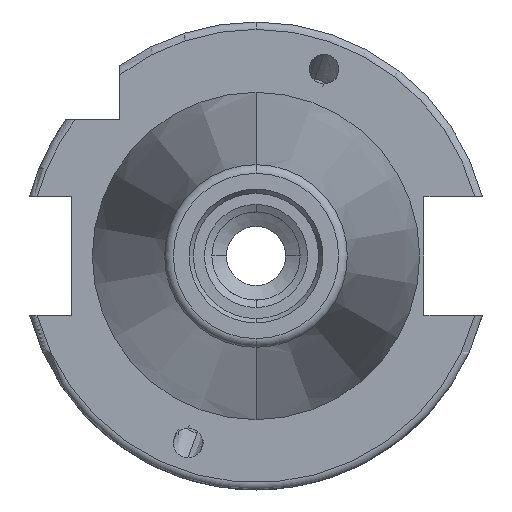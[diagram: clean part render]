
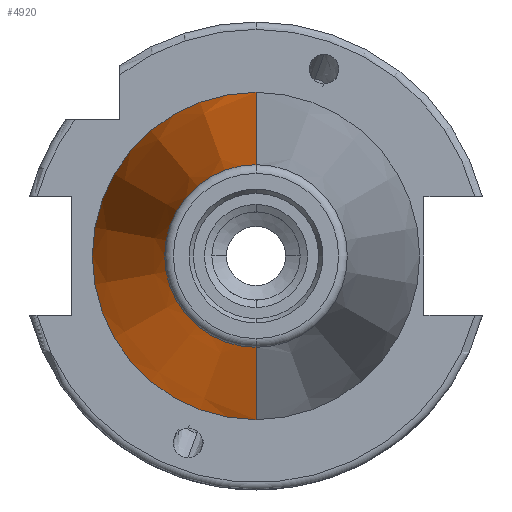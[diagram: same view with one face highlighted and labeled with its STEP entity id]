
A CAD part, left-side view. The second image highlights one B-rep face of the part: STEP entity #4920.
In plain terms, the highlighted conical face has half-angle 8.297 degrees and reference radius 22.225 mm.
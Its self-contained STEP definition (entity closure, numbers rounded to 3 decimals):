
#108 = CARTESIAN_POINT ( 'NONE',  ( -67.373, 12.4, 0. ) ) ;
#151 = EDGE_CURVE ( 'NONE', #7503, #9120, #3515, .T. ) ;
#314 = DIRECTION ( 'NONE',  ( -1., 0., 0. ) ) ;
#390 = ORIENTED_EDGE ( 'NONE', *, *, #8914, .T. ) ;
#579 = ORIENTED_EDGE ( 'NONE', *, *, #5178, .F. ) ;
#651 = CARTESIAN_POINT ( 'NONE',  ( 0., 0., 0. ) ) ;
#1288 = DIRECTION ( 'NONE',  ( 1., 0., 0. ) ) ;
#1656 = VECTOR ( 'NONE', #5865, 1000. ) ;
#1923 = ORIENTED_EDGE ( 'NONE', *, *, #151, .F. ) ;
#2485 = ORIENTED_EDGE ( 'NONE', *, *, #3400, .T. ) ;
#2491 = CARTESIAN_POINT ( 'NONE',  ( 0., 22.225, 0. ) ) ;
#2545 = LINE ( 'NONE', #2491, #1656 ) ;
#2762 = AXIS2_PLACEMENT_3D ( 'NONE', #9058, #314, #3462 ) ;
#3400 = EDGE_CURVE ( 'NONE', #7503, #8575, #5925, .T. ) ;
#3462 = DIRECTION ( 'NONE',  ( 0., -1., 0. ) ) ;
#3515 = CIRCLE ( 'NONE', #9470, 12.4 ) ;
#3662 = EDGE_LOOP ( 'NONE', ( #1923, #2485, #390, #579 ) ) ;
#4230 = VECTOR ( 'NONE', #8197, 1000. ) ;
#4471 = DIRECTION ( 'NONE',  ( 0., 1., 0. ) ) ;
#4920 = ADVANCED_FACE ( 'NONE', ( #10078 ), #8149, .T. ) ;
#5004 = AXIS2_PLACEMENT_3D ( 'NONE', #651, #1288, #4471 ) ;
#5178 = EDGE_CURVE ( 'NONE', #9120, #5783, #2545, .T. ) ;
#5783 = VERTEX_POINT ( 'NONE', #9667 ) ;
#5865 = DIRECTION ( 'NONE',  ( 0.99, 0.144, 0. ) ) ;
#5925 = LINE ( 'NONE', #9239, #4230 ) ;
#6072 = CARTESIAN_POINT ( 'NONE',  ( -67.373, 0., 0. ) ) ;
#7095 = CARTESIAN_POINT ( 'NONE',  ( -67.373, -12.4, 0. ) ) ;
#7503 = VERTEX_POINT ( 'NONE', #7095 ) ;
#7584 = DIRECTION ( 'NONE',  ( 0., -1., 0. ) ) ;
#7725 = CARTESIAN_POINT ( 'NONE',  ( 0., -22.225, 0. ) ) ;
#8149 = CONICAL_SURFACE ( 'NONE', #5004, 22.225, 0.145 ) ;
#8197 = DIRECTION ( 'NONE',  ( 0.99, -0.144, 0. ) ) ;
#8575 = VERTEX_POINT ( 'NONE', #7725 ) ;
#8914 = EDGE_CURVE ( 'NONE', #8575, #5783, #9388, .T. ) ;
#9058 = CARTESIAN_POINT ( 'NONE',  ( 0., 0., 0. ) ) ;
#9120 = VERTEX_POINT ( 'NONE', #108 ) ;
#9239 = CARTESIAN_POINT ( 'NONE',  ( 0., -22.225, 0. ) ) ;
#9334 = DIRECTION ( 'NONE',  ( -1., 0., 0. ) ) ;
#9388 = CIRCLE ( 'NONE', #2762, 22.225 ) ;
#9470 = AXIS2_PLACEMENT_3D ( 'NONE', #6072, #9334, #7584 ) ;
#9667 = CARTESIAN_POINT ( 'NONE',  ( 0., 22.225, 0. ) ) ;
#10078 = FACE_OUTER_BOUND ( 'NONE', #3662, .T. ) ;
